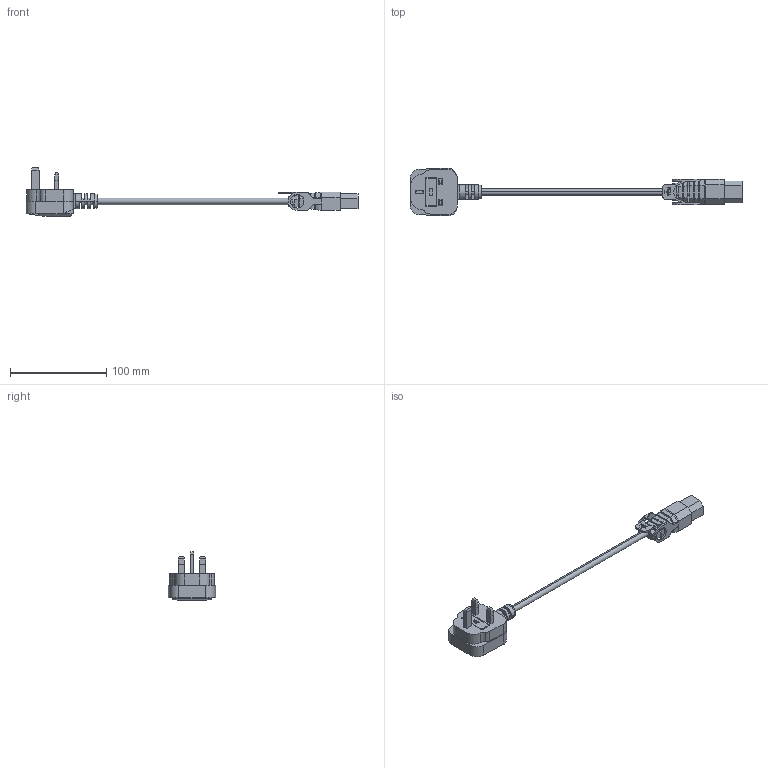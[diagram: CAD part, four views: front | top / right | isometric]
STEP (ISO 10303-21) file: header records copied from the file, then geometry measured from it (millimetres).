
FILE_DESCRIPTION (( 'STEP AP203' ), '1' );
FILE_NAME ('C13LPBS-10_3D.STEP', '2022-09-22T15:45:23', ( '' ), ( '' ), 'SwSTEP 2.0', 'SolidWorks 2021', '' );
FILE_SCHEMA (( 'CONFIG_CONTROL_DESIGN' ));
Length unit declared in the file: inch
Products named in the file (4): C13LPBS-10_3D; SF-06 BS1363A TYPE G (UK1-13P) PLUG, RT-ANGLE; H05VV-F 3G Cord (for 44-423-02M); EN60320-C13-STR-LKG
Assembly tree (3 placements, depth 2):
  C13LPBS-10_3D
    SF-06 BS1363A TYPE G (UK1-13P) PLUG, RT-ANGLE
    EN60320-C13-STR-LKG
    H05VV-F 3G Cord (for 44-423-02M)
Bounding box: 344.6 x 49.3 x 50.11 mm (x, y, z)
Volume: 91893.6 mm3; surface area: 29659.6 mm2
Topology: 5 solids, 5 shells, 484 faces, 1314 edges, 863 vertices
Faces by surface type: plane 346, cylinder 94, bspline 39, cone 5
Entity records: 17590 total; most frequent: CARTESIAN_POINT 5152, ORIENTED_EDGE 2628, DIRECTION 2281, EDGE_CURVE 1314, LINE 977, VECTOR 977, VERTEX_POINT 863, AXIS2_PLACEMENT_3D 652
